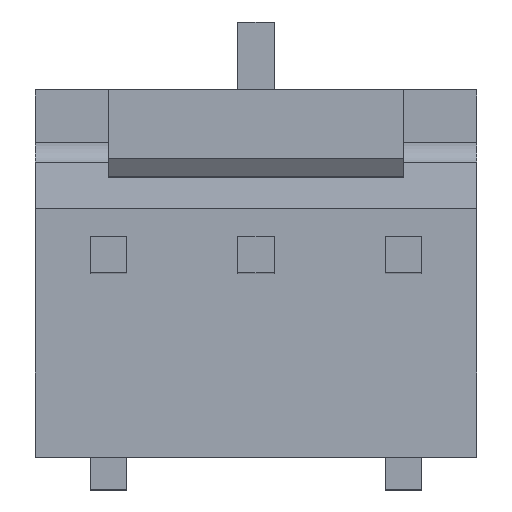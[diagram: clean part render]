
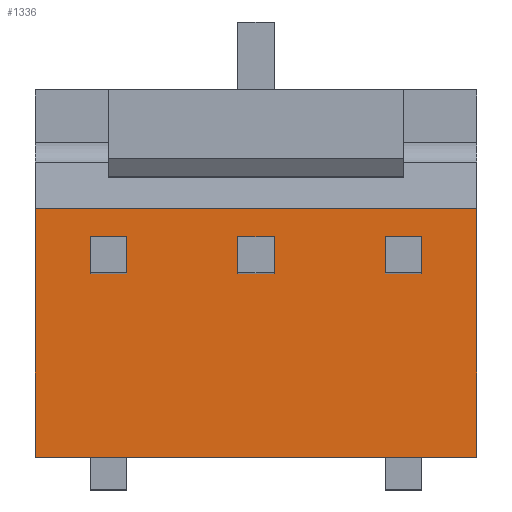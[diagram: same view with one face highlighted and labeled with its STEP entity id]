
A CAD part, top view. The second image highlights one B-rep face of the part: STEP entity #1336.
In plain terms, the highlighted planar face has unit normal (0, 0, 1).
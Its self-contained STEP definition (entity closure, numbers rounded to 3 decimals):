
#204=DIRECTION('',(1.,0.,0.));
#205=VECTOR('',#204,7.62);
#206=CARTESIAN_POINT('',(-3.81,1.126,0.));
#207=LINE('',#206,#205);
#208=DIRECTION('',(0.,-1.,0.));
#209=VECTOR('',#208,4.301);
#210=CARTESIAN_POINT('',(3.81,1.126,0.));
#211=LINE('',#210,#209);
#212=DIRECTION('',(0.,1.,0.));
#213=VECTOR('',#212,4.301);
#214=CARTESIAN_POINT('',(-3.81,-3.175,0.));
#215=LINE('',#214,#213);
#216=DIRECTION('',(0.,1.,0.));
#217=VECTOR('',#216,0.622);
#218=CARTESIAN_POINT('',(2.229,0.,0.));
#219=LINE('',#218,#217);
#220=DIRECTION('',(1.,0.,0.));
#221=VECTOR('',#220,0.622);
#222=CARTESIAN_POINT('',(2.229,0.,0.));
#223=LINE('',#222,#221);
#224=DIRECTION('',(0.,1.,0.));
#225=VECTOR('',#224,0.622);
#226=CARTESIAN_POINT('',(2.851,0.,0.));
#227=LINE('',#226,#225);
#228=DIRECTION('',(1.,0.,0.));
#229=VECTOR('',#228,0.622);
#230=CARTESIAN_POINT('',(2.229,0.622,0.));
#231=LINE('',#230,#229);
#232=DIRECTION('',(0.,1.,0.));
#233=VECTOR('',#232,0.622);
#234=CARTESIAN_POINT('',(-2.851,0.,0.));
#235=LINE('',#234,#233);
#236=DIRECTION('',(1.,0.,0.));
#237=VECTOR('',#236,0.622);
#238=CARTESIAN_POINT('',(-2.851,0.,0.));
#239=LINE('',#238,#237);
#240=DIRECTION('',(0.,1.,0.));
#241=VECTOR('',#240,0.622);
#242=CARTESIAN_POINT('',(-2.229,0.,0.));
#243=LINE('',#242,#241);
#244=DIRECTION('',(1.,0.,0.));
#245=VECTOR('',#244,0.622);
#246=CARTESIAN_POINT('',(-2.851,0.622,0.));
#247=LINE('',#246,#245);
#248=DIRECTION('',(0.,-1.,0.));
#249=VECTOR('',#248,0.622);
#250=CARTESIAN_POINT('',(-0.311,0.622,0.));
#251=LINE('',#250,#249);
#252=DIRECTION('',(1.,0.,0.));
#253=VECTOR('',#252,0.622);
#254=CARTESIAN_POINT('',(-0.311,0.,0.));
#255=LINE('',#254,#253);
#256=DIRECTION('',(0.,-1.,0.));
#257=VECTOR('',#256,0.622);
#258=CARTESIAN_POINT('',(0.311,0.622,0.));
#259=LINE('',#258,#257);
#260=DIRECTION('',(1.,0.,0.));
#261=VECTOR('',#260,0.622);
#262=CARTESIAN_POINT('',(-0.311,0.622,0.));
#263=LINE('',#262,#261);
#276=DIRECTION('',(1.,0.,0.));
#277=VECTOR('',#276,7.62);
#278=CARTESIAN_POINT('',(-3.81,-3.175,0.));
#279=LINE('',#278,#277);
#938=CARTESIAN_POINT('',(-3.81,-3.175,0.));
#940=VERTEX_POINT('',#938);
#944=CARTESIAN_POINT('',(3.81,-3.175,0.));
#946=VERTEX_POINT('',#944);
#1026=CARTESIAN_POINT('',(2.229,0.,0.));
#1027=CARTESIAN_POINT('',(2.229,0.622,0.));
#1028=VERTEX_POINT('',#1026);
#1029=VERTEX_POINT('',#1027);
#1030=CARTESIAN_POINT('',(2.851,0.,0.));
#1031=CARTESIAN_POINT('',(2.851,0.622,0.));
#1032=VERTEX_POINT('',#1030);
#1033=VERTEX_POINT('',#1031);
#1094=CARTESIAN_POINT('',(-0.311,0.622,0.));
#1095=CARTESIAN_POINT('',(-0.311,0.,0.));
#1096=VERTEX_POINT('',#1094);
#1097=VERTEX_POINT('',#1095);
#1098=CARTESIAN_POINT('',(0.311,0.622,0.));
#1099=CARTESIAN_POINT('',(0.311,0.,0.));
#1100=VERTEX_POINT('',#1098);
#1101=VERTEX_POINT('',#1099);
#1150=CARTESIAN_POINT('',(-2.851,0.,0.));
#1151=CARTESIAN_POINT('',(-2.851,0.622,0.));
#1152=VERTEX_POINT('',#1150);
#1153=VERTEX_POINT('',#1151);
#1154=CARTESIAN_POINT('',(-2.229,0.,0.));
#1155=CARTESIAN_POINT('',(-2.229,0.622,0.));
#1156=VERTEX_POINT('',#1154);
#1157=VERTEX_POINT('',#1155);
#1166=CARTESIAN_POINT('',(-3.81,1.126,0.));
#1167=CARTESIAN_POINT('',(3.81,1.126,0.));
#1168=VERTEX_POINT('',#1166);
#1169=VERTEX_POINT('',#1167);
#1294=CARTESIAN_POINT('',(-3.81,2.413,0.));
#1295=DIRECTION('',(0.,0.,1.));
#1296=DIRECTION('',(0.,-1.,0.));
#1297=AXIS2_PLACEMENT_3D('',#1294,#1295,#1296);
#1298=PLANE('',#1297);
#1299=ORIENTED_EDGE('',*,*,#1288,.T.);
#1300=ORIENTED_EDGE('',*,*,#1276,.T.);
#1302=ORIENTED_EDGE('',*,*,#1301,.F.);
#1303=ORIENTED_EDGE('',*,*,#1213,.T.);
#1304=EDGE_LOOP('',(#1299,#1300,#1302,#1303));
#1305=FACE_OUTER_BOUND('',#1304,.F.);
#1307=ORIENTED_EDGE('',*,*,#1306,.F.);
#1309=ORIENTED_EDGE('',*,*,#1308,.T.);
#1311=ORIENTED_EDGE('',*,*,#1310,.T.);
#1313=ORIENTED_EDGE('',*,*,#1312,.F.);
#1314=EDGE_LOOP('',(#1307,#1309,#1311,#1313));
#1315=FACE_BOUND('',#1314,.F.);
#1317=ORIENTED_EDGE('',*,*,#1316,.F.);
#1319=ORIENTED_EDGE('',*,*,#1318,.T.);
#1321=ORIENTED_EDGE('',*,*,#1320,.T.);
#1323=ORIENTED_EDGE('',*,*,#1322,.F.);
#1324=EDGE_LOOP('',(#1317,#1319,#1321,#1323));
#1325=FACE_BOUND('',#1324,.F.);
#1327=ORIENTED_EDGE('',*,*,#1326,.T.);
#1329=ORIENTED_EDGE('',*,*,#1328,.T.);
#1331=ORIENTED_EDGE('',*,*,#1330,.F.);
#1333=ORIENTED_EDGE('',*,*,#1332,.F.);
#1334=EDGE_LOOP('',(#1327,#1329,#1331,#1333));
#1335=FACE_BOUND('',#1334,.F.);
#1213=EDGE_CURVE('',#940,#1168,#215,.T.);
#1276=EDGE_CURVE('',#1169,#946,#211,.T.);
#1288=EDGE_CURVE('',#1168,#1169,#207,.T.);
#1301=EDGE_CURVE('',#940,#946,#279,.T.);
#1306=EDGE_CURVE('',#1028,#1029,#219,.T.);
#1308=EDGE_CURVE('',#1028,#1032,#223,.T.);
#1310=EDGE_CURVE('',#1032,#1033,#227,.T.);
#1312=EDGE_CURVE('',#1029,#1033,#231,.T.);
#1316=EDGE_CURVE('',#1152,#1153,#235,.T.);
#1318=EDGE_CURVE('',#1152,#1156,#239,.T.);
#1320=EDGE_CURVE('',#1156,#1157,#243,.T.);
#1322=EDGE_CURVE('',#1153,#1157,#247,.T.);
#1326=EDGE_CURVE('',#1096,#1097,#251,.T.);
#1328=EDGE_CURVE('',#1097,#1101,#255,.T.);
#1330=EDGE_CURVE('',#1100,#1101,#259,.T.);
#1332=EDGE_CURVE('',#1096,#1100,#263,.T.);
#1336=ADVANCED_FACE('',(#1305,#1315,#1325,#1335),#1298,.T.);
